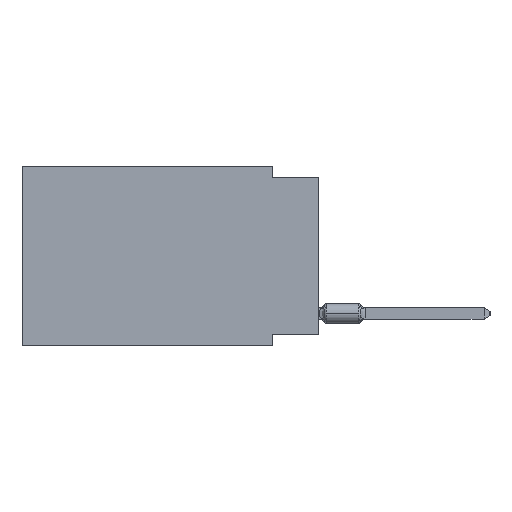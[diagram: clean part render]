
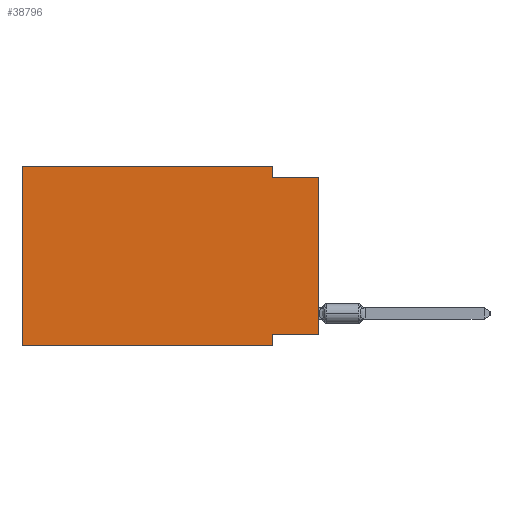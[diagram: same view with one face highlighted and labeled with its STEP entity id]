
A CAD part, left-side view. The second image highlights one B-rep face of the part: STEP entity #38796.
In plain terms, the highlighted planar face has unit normal (-1, 0, 0).
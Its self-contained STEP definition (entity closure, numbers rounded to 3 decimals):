
#180 = VECTOR ( 'NONE', #48085, 1000. ) ;
#1226 = LINE ( 'NONE', #34030, #5205 ) ;
#5205 = VECTOR ( 'NONE', #58666, 1000. ) ;
#6277 = ORIENTED_EDGE ( 'NONE', *, *, #14339, .T. ) ;
#6609 = DIRECTION ( 'NONE',  ( 0., 0., -1. ) ) ;
#6707 = DIRECTION ( 'NONE',  ( 0., -1., 0. ) ) ;
#7014 = VECTOR ( 'NONE', #31165, 1000. ) ;
#7821 = VERTEX_POINT ( 'NONE', #15762 ) ;
#8344 = VERTEX_POINT ( 'NONE', #9063 ) ;
#8768 = CARTESIAN_POINT ( 'NONE',  ( 0., 0., -0.635 ) ) ;
#8994 = VERTEX_POINT ( 'NONE', #8768 ) ;
#9063 = CARTESIAN_POINT ( 'NONE',  ( 0., 0., -9.271 ) ) ;
#12549 = CARTESIAN_POINT ( 'NONE',  ( 0., 2.54, -9.906 ) ) ;
#13046 = ORIENTED_EDGE ( 'NONE', *, *, #84271, .F. ) ;
#14339 = EDGE_CURVE ( 'NONE', #8344, #8994, #19961, .T. ) ;
#15762 = CARTESIAN_POINT ( 'NONE',  ( 0., 16.383, -9.906 ) ) ;
#19961 = LINE ( 'NONE', #78689, #28930 ) ;
#20613 = CARTESIAN_POINT ( 'NONE',  ( 0., 16.383, -9.906 ) ) ;
#22396 = VECTOR ( 'NONE', #6707, 1000. ) ;
#24236 = DIRECTION ( 'NONE',  ( 0., 0., -1. ) ) ;
#25121 = CARTESIAN_POINT ( 'NONE',  ( 0., 0., -9.271 ) ) ;
#26905 = ORIENTED_EDGE ( 'NONE', *, *, #58750, .F. ) ;
#27307 = LINE ( 'NONE', #60126, #28322 ) ;
#28322 = VECTOR ( 'NONE', #6609, 1000. ) ;
#28636 = CARTESIAN_POINT ( 'NONE',  ( 0., 16.383, 0. ) ) ;
#28786 = EDGE_CURVE ( 'NONE', #8344, #33376, #71751, .T. ) ;
#28930 = VECTOR ( 'NONE', #64410, 1000. ) ;
#29847 = PLANE ( 'NONE',  #39137 ) ;
#31165 = DIRECTION ( 'NONE',  ( 0., 1., 0. ) ) ;
#31974 = ORIENTED_EDGE ( 'NONE', *, *, #57149, .F. ) ;
#33376 = VERTEX_POINT ( 'NONE', #56405 ) ;
#33582 = LINE ( 'NONE', #20613, #74800 ) ;
#34030 = CARTESIAN_POINT ( 'NONE',  ( 0., 2.54, -9.906 ) ) ;
#36551 = ORIENTED_EDGE ( 'NONE', *, *, #79972, .F. ) ;
#38796 = ADVANCED_FACE ( 'NONE', ( #62248 ), #29847, .F. ) ;
#39137 = AXIS2_PLACEMENT_3D ( 'NONE', #82115, #83404, #24236 ) ;
#47390 = DIRECTION ( 'NONE',  ( 0., -1., 0. ) ) ;
#47603 = ORIENTED_EDGE ( 'NONE', *, *, #79978, .F. ) ;
#48085 = DIRECTION ( 'NONE',  ( 0., 0., 1. ) ) ;
#48279 = VERTEX_POINT ( 'NONE', #12549 ) ;
#50430 = CARTESIAN_POINT ( 'NONE',  ( 0., 2.54, -0.635 ) ) ;
#52903 = CARTESIAN_POINT ( 'NONE',  ( 0., 16.383, 0. ) ) ;
#53664 = LINE ( 'NONE', #80008, #57290 ) ;
#56405 = CARTESIAN_POINT ( 'NONE',  ( 0., 2.54, -9.271 ) ) ;
#57149 = EDGE_CURVE ( 'NONE', #7821, #73451, #80089, .T. ) ;
#57290 = VECTOR ( 'NONE', #67024, 1000. ) ;
#58351 = EDGE_CURVE ( 'NONE', #7821, #48279, #33582, .T. ) ;
#58666 = DIRECTION ( 'NONE',  ( 0., 0., -1. ) ) ;
#58750 = EDGE_CURVE ( 'NONE', #73451, #79190, #79666, .T. ) ;
#58794 = EDGE_LOOP ( 'NONE', ( #6277, #47603, #36551, #26905, #31974, #76854, #13046, #71521 ) ) ;
#60126 = CARTESIAN_POINT ( 'NONE',  ( 0., 2.54, 0. ) ) ;
#62248 = FACE_OUTER_BOUND ( 'NONE', #58794, .T. ) ;
#64410 = DIRECTION ( 'NONE',  ( 0., 0., 1. ) ) ;
#66769 = VERTEX_POINT ( 'NONE', #50430 ) ;
#67024 = DIRECTION ( 'NONE',  ( 0., -1., 0. ) ) ;
#67683 = CARTESIAN_POINT ( 'NONE',  ( 0., 16.383, 0. ) ) ;
#68177 = CARTESIAN_POINT ( 'NONE',  ( 0., 2.54, 0. ) ) ;
#71521 = ORIENTED_EDGE ( 'NONE', *, *, #28786, .F. ) ;
#71751 = LINE ( 'NONE', #25121, #7014 ) ;
#73451 = VERTEX_POINT ( 'NONE', #67683 ) ;
#74800 = VECTOR ( 'NONE', #47390, 1000. ) ;
#76854 = ORIENTED_EDGE ( 'NONE', *, *, #58351, .T. ) ;
#78689 = CARTESIAN_POINT ( 'NONE',  ( 0., 0., 0. ) ) ;
#79190 = VERTEX_POINT ( 'NONE', #68177 ) ;
#79666 = LINE ( 'NONE', #52903, #22396 ) ;
#79972 = EDGE_CURVE ( 'NONE', #79190, #66769, #27307, .T. ) ;
#79978 = EDGE_CURVE ( 'NONE', #66769, #8994, #53664, .T. ) ;
#80008 = CARTESIAN_POINT ( 'NONE',  ( 0., 0., -0.635 ) ) ;
#80089 = LINE ( 'NONE', #28636, #180 ) ;
#82115 = CARTESIAN_POINT ( 'NONE',  ( 0., 16.383, 0. ) ) ;
#83404 = DIRECTION ( 'NONE',  ( 1., 0., 0. ) ) ;
#84271 = EDGE_CURVE ( 'NONE', #33376, #48279, #1226, .T. ) ;
